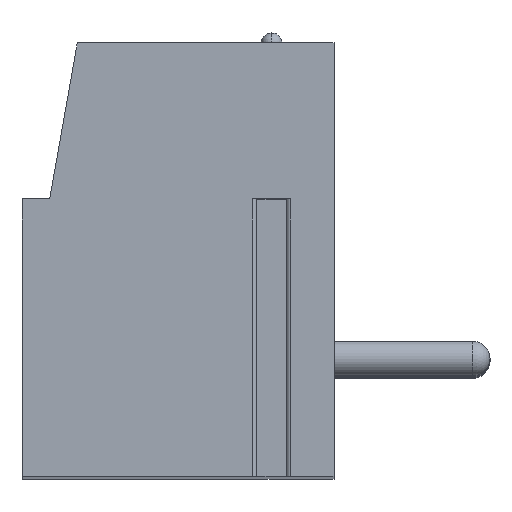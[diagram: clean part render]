
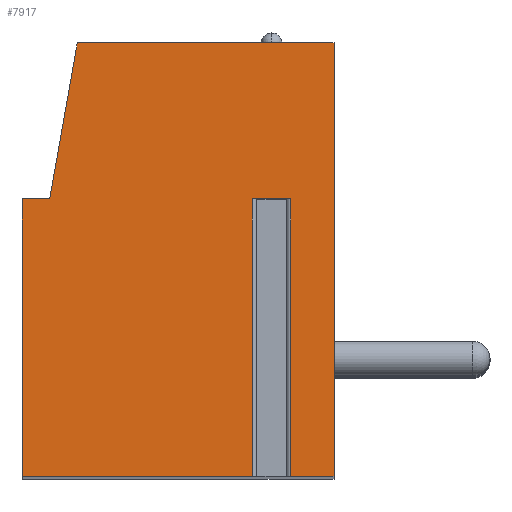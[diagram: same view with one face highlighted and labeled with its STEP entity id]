
A CAD part, top view. The second image highlights one B-rep face of the part: STEP entity #7917.
In plain terms, the highlighted planar face has unit normal (0, 0, 1).
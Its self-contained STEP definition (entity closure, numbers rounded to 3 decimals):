
#13=DIRECTION('',(-1.,0.,0.));
#14=VECTOR('',#13,1.112);
#15=CARTESIAN_POINT('',(3.256,1.75,43.18));
#16=LINE('',#15,#14);
#17=DIRECTION('',(0.,-1.,0.));
#18=VECTOR('',#17,8.);
#19=CARTESIAN_POINT('',(2.144,1.75,43.18));
#20=LINE('',#19,#18);
#21=DIRECTION('',(1.,0.,0.));
#22=VECTOR('',#21,6.644);
#23=CARTESIAN_POINT('',(-4.5,-6.25,43.18));
#24=LINE('',#23,#22);
#25=DIRECTION('',(0.,-1.,0.));
#26=VECTOR('',#25,8.);
#27=CARTESIAN_POINT('',(-4.5,1.75,43.18));
#28=LINE('',#27,#26);
#29=DIRECTION('',(-1.,0.,0.));
#30=VECTOR('',#29,0.8);
#31=CARTESIAN_POINT('',(-3.7,1.75,43.18));
#32=LINE('',#31,#30);
#33=DIRECTION('',(-0.174,-0.985,0.));
#34=VECTOR('',#33,4.569);
#35=CARTESIAN_POINT('',(-2.907,6.25,43.18));
#36=LINE('',#35,#34);
#37=DIRECTION('',(-1.,0.,0.));
#38=VECTOR('',#37,7.407);
#39=CARTESIAN_POINT('',(4.5,6.25,43.18));
#40=LINE('',#39,#38);
#41=DIRECTION('',(0.,1.,0.));
#42=VECTOR('',#41,12.5);
#43=CARTESIAN_POINT('',(4.5,-6.25,43.18));
#44=LINE('',#43,#42);
#45=DIRECTION('',(1.,0.,0.));
#46=VECTOR('',#45,1.244);
#47=CARTESIAN_POINT('',(3.256,-6.25,43.18));
#48=LINE('',#47,#46);
#49=DIRECTION('',(0.,-1.,0.));
#50=VECTOR('',#49,8.);
#51=CARTESIAN_POINT('',(3.256,1.75,43.18));
#52=LINE('',#51,#50);
#6226=CARTESIAN_POINT('',(-3.7,1.75,43.18));
#6227=CARTESIAN_POINT('',(-4.5,1.75,43.18));
#6228=VERTEX_POINT('',#6226);
#6229=VERTEX_POINT('',#6227);
#6230=CARTESIAN_POINT('',(-4.5,-6.25,43.18));
#6231=VERTEX_POINT('',#6230);
#6232=CARTESIAN_POINT('',(4.5,-6.25,43.18));
#6233=CARTESIAN_POINT('',(4.5,6.25,43.18));
#6234=VERTEX_POINT('',#6232);
#6235=VERTEX_POINT('',#6233);
#6236=CARTESIAN_POINT('',(-2.907,6.25,43.18));
#6237=VERTEX_POINT('',#6236);
#6286=CARTESIAN_POINT('',(3.256,1.75,43.18));
#6287=CARTESIAN_POINT('',(2.144,1.75,43.18));
#6288=VERTEX_POINT('',#6286);
#6289=VERTEX_POINT('',#6287);
#6290=CARTESIAN_POINT('',(2.144,-6.25,43.18));
#6291=VERTEX_POINT('',#6290);
#6292=CARTESIAN_POINT('',(3.256,-6.25,43.18));
#6293=VERTEX_POINT('',#6292);
#7890=CARTESIAN_POINT('',(0.,0.,43.18));
#7891=DIRECTION('',(0.,0.,1.));
#7892=DIRECTION('',(1.,0.,0.));
#7893=AXIS2_PLACEMENT_3D('',#7890,#7891,#7892);
#7894=PLANE('',#7893);
#7896=ORIENTED_EDGE('',*,*,#7895,.T.);
#7898=ORIENTED_EDGE('',*,*,#7897,.T.);
#7900=ORIENTED_EDGE('',*,*,#7899,.F.);
#7902=ORIENTED_EDGE('',*,*,#7901,.F.);
#7904=ORIENTED_EDGE('',*,*,#7903,.F.);
#7906=ORIENTED_EDGE('',*,*,#7905,.F.);
#7908=ORIENTED_EDGE('',*,*,#7907,.F.);
#7910=ORIENTED_EDGE('',*,*,#7909,.F.);
#7912=ORIENTED_EDGE('',*,*,#7911,.F.);
#7914=ORIENTED_EDGE('',*,*,#7913,.F.);
#7915=EDGE_LOOP('',(#7896,#7898,#7900,#7902,#7904,#7906,#7908,#7910,#7912,
#7914));
#7916=FACE_OUTER_BOUND('',#7915,.F.);
#7895=EDGE_CURVE('',#6288,#6289,#16,.T.);
#7897=EDGE_CURVE('',#6289,#6291,#20,.T.);
#7899=EDGE_CURVE('',#6231,#6291,#24,.T.);
#7901=EDGE_CURVE('',#6229,#6231,#28,.T.);
#7903=EDGE_CURVE('',#6228,#6229,#32,.T.);
#7905=EDGE_CURVE('',#6237,#6228,#36,.T.);
#7907=EDGE_CURVE('',#6235,#6237,#40,.T.);
#7909=EDGE_CURVE('',#6234,#6235,#44,.T.);
#7911=EDGE_CURVE('',#6293,#6234,#48,.T.);
#7913=EDGE_CURVE('',#6288,#6293,#52,.T.);
#7917=ADVANCED_FACE('',(#7916),#7894,.T.);
